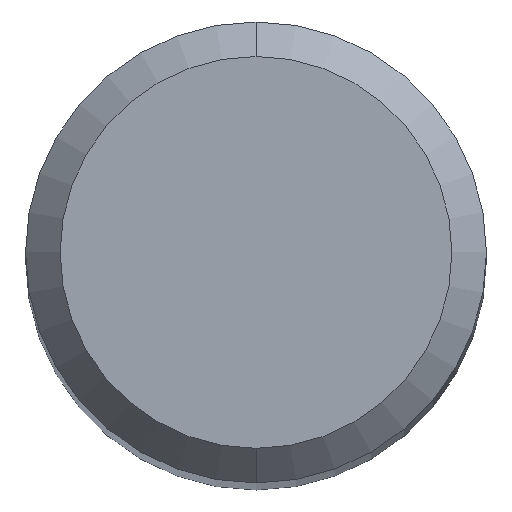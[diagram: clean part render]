
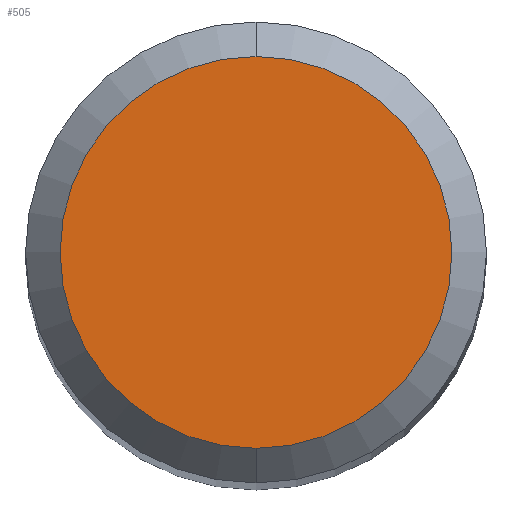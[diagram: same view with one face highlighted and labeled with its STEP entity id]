
A CAD part, top view. The second image highlights one B-rep face of the part: STEP entity #505.
In plain terms, the highlighted planar face has unit normal (0, 0, 1).
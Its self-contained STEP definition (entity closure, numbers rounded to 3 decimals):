
#443=VERTEX_POINT('',#1131);
#505=ADVANCED_FACE('',(#1201),#1202,.T.);
#815=VERTEX_POINT('',#1536);
#879=EDGE_CURVE('',#443,#815,#1604,.T.);
#883=EDGE_CURVE('',#815,#443,#1608,.T.);
#1131=CARTESIAN_POINT('',(0.,-1.7,0.0));
#1201=FACE_OUTER_BOUND('',#2548,.T.);
#1202=PLANE('',#2549);
#1536=CARTESIAN_POINT('',(0.0,1.7,0.0));
#1604=CIRCLE('',#4572,1.7);
#1608=CIRCLE('',#4589,1.7);
#2548=EDGE_LOOP('',(#5715,#5716));
#2549=AXIS2_PLACEMENT_3D('',#5717,#5718,#5719);
#4572=AXIS2_PLACEMENT_3D('',#6078,#6079,#6080);
#4589=AXIS2_PLACEMENT_3D('',#6081,#6082,#6083);
#5715=ORIENTED_EDGE('',*,*,#883,.F.);
#5716=ORIENTED_EDGE('',*,*,#879,.F.);
#5717=CARTESIAN_POINT('',(0.0,0.85,0.0));
#5718=DIRECTION('',(-0.0,0.0,1.0));
#5719=DIRECTION('',(0.0,-1.0,0.0));
#6078=CARTESIAN_POINT('',(0.0,0.0,0.0));
#6079=DIRECTION('',(0.0,0.0,-1.0));
#6080=DIRECTION('',(0.0,1.0,0.0));
#6081=CARTESIAN_POINT('',(0.0,0.0,0.0));
#6082=DIRECTION('',(0.0,0.0,-1.0));
#6083=DIRECTION('',(0.0,1.0,0.0));
